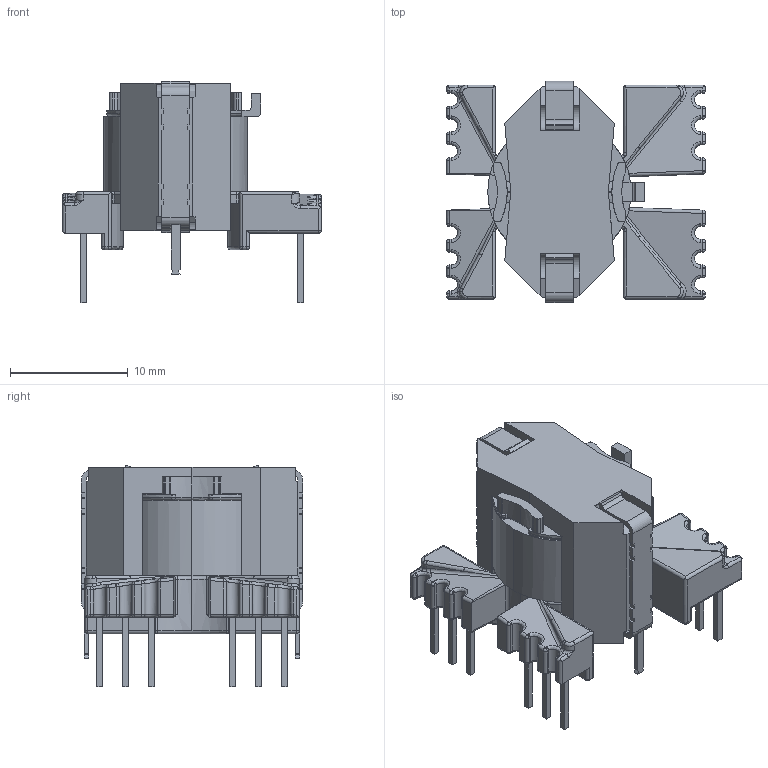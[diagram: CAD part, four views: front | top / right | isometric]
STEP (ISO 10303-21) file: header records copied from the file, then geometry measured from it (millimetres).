
FILE_DESCRIPTION(/* description */ ('Unknown'),/* implementation_level */ '2;1');
FILE_NAME(/* name */ 'T_Wurth_WE-OLRM-RM6',/* time_stamp */ '2025-12-25T17:33:14+08:00',/* author */ ('Unknown'),/* organization */ ('Unknown'),/* preprocessor_version */ 'ST-DEVELOPER v19.4',/* originating_system */ 'Solid Edge',/* authorisation */ 'Unknown');
FILE_SCHEMA (('AUTOMOTIVE_DESIGN {1 0 10303 214 3 1 1}'));
Length unit declared in the file: millimetre
Products named in the file (2): T_Wurth_WE-OLRM-RM6
Assembly tree (1 placements, depth 2):
  T_Wurth_WE-OLRM-RM6
    T_Wurth_WE-OLRM-RM6
Bounding box: 22.02 x 18.81 x 18.87 mm (x, y, z)
Volume: 2502 mm3; surface area: 3031.4 mm2
Topology: 2 solids, 2 shells, 853 faces, 2185 edges, 1280 vertices
Faces by surface type: plane 332, cylinder 312, sphere 86, torus 81, bspline 42
Entity records: 32583 total; most frequent: CARTESIAN_POINT 6547, ORIENTED_EDGE 4242, DIRECTION 4218, EDGE_CURVE 2121, AXIS2_PLACEMENT_3D 1526, VERTEX_POINT 1280, LINE 1166, VECTOR 1166
